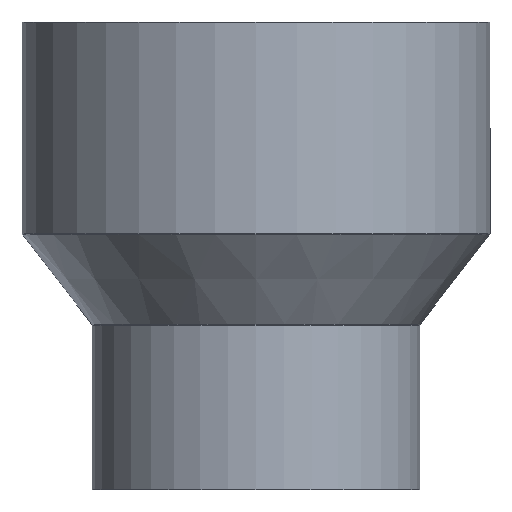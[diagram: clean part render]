
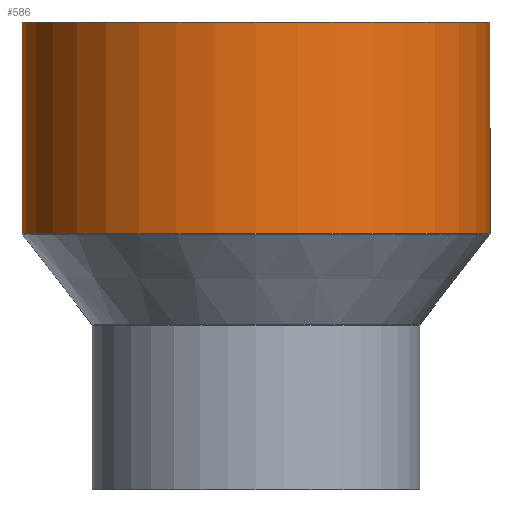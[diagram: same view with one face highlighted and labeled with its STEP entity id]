
A CAD part, front view. The second image highlights one B-rep face of the part: STEP entity #586.
In plain terms, the highlighted cylindrical face has radius 225 mm (diameter 450 mm), a partial arc.
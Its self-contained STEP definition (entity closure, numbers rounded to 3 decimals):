
#12 = CARTESIAN_POINT ( 'NONE',  ( 225., 0., 242.344 ) ) ;
#50 = CIRCLE ( 'NONE', #589, 225. ) ;
#60 = DIRECTION ( 'NONE',  ( -1., 0., 0. ) ) ;
#75 = DIRECTION ( 'NONE',  ( -1., 0., 0. ) ) ;
#125 = DIRECTION ( 'NONE',  ( 0., 0., -1. ) ) ;
#130 = DIRECTION ( 'NONE',  ( -1., 0., 0. ) ) ;
#147 = EDGE_CURVE ( 'NONE', #200, #289, #184, .T. ) ;
#157 = VERTEX_POINT ( 'NONE', #399 ) ;
#175 = EDGE_CURVE ( 'NONE', #315, #157, #258, .T. ) ;
#184 = LINE ( 'NONE', #542, #414 ) ;
#200 = VERTEX_POINT ( 'NONE', #12 ) ;
#216 = CARTESIAN_POINT ( 'NONE',  ( 225., 0., 39.029 ) ) ;
#230 = FACE_OUTER_BOUND ( 'NONE', #623, .T. ) ;
#258 = LINE ( 'NONE', #302, #317 ) ;
#289 = VERTEX_POINT ( 'NONE', #216 ) ;
#298 = ORIENTED_EDGE ( 'NONE', *, *, #299, .F. ) ;
#299 = EDGE_CURVE ( 'NONE', #289, #157, #50, .T. ) ;
#302 = CARTESIAN_POINT ( 'NONE',  ( -225., 0., -16.533 ) ) ;
#315 = VERTEX_POINT ( 'NONE', #468 ) ;
#317 = VECTOR ( 'NONE', #358, 1000. ) ;
#358 = DIRECTION ( 'NONE',  ( 0., 0., -1. ) ) ;
#389 = DIRECTION ( 'NONE',  ( 0., 0., -1. ) ) ;
#399 = CARTESIAN_POINT ( 'NONE',  ( -225., 0., 39.029 ) ) ;
#406 = CARTESIAN_POINT ( 'NONE',  ( 0., 0., 39.029 ) ) ;
#414 = VECTOR ( 'NONE', #389, 1000. ) ;
#437 = AXIS2_PLACEMENT_3D ( 'NONE', #533, #125, #75 ) ;
#438 = EDGE_CURVE ( 'NONE', #200, #315, #629, .T. ) ;
#468 = CARTESIAN_POINT ( 'NONE',  ( -225., 0., 242.344 ) ) ;
#472 = ORIENTED_EDGE ( 'NONE', *, *, #175, .T. ) ;
#474 = CYLINDRICAL_SURFACE ( 'NONE', #598, 225. ) ;
#477 = DIRECTION ( 'NONE',  ( 0., 0., -1. ) ) ;
#515 = ORIENTED_EDGE ( 'NONE', *, *, #438, .T. ) ;
#531 = CARTESIAN_POINT ( 'NONE',  ( 0., 0., -16.533 ) ) ;
#533 = CARTESIAN_POINT ( 'NONE',  ( 0., 0., 242.344 ) ) ;
#542 = CARTESIAN_POINT ( 'NONE',  ( 225., 0., -16.533 ) ) ;
#586 = ADVANCED_FACE ( 'NONE', ( #230 ), #474, .T. ) ;
#589 = AXIS2_PLACEMENT_3D ( 'NONE', #406, #607, #60 ) ;
#598 = AXIS2_PLACEMENT_3D ( 'NONE', #531, #477, #130 ) ;
#607 = DIRECTION ( 'NONE',  ( 0., 0., -1. ) ) ;
#609 = ORIENTED_EDGE ( 'NONE', *, *, #147, .F. ) ;
#623 = EDGE_LOOP ( 'NONE', ( #609, #515, #472, #298 ) ) ;
#629 = CIRCLE ( 'NONE', #437, 225. ) ;
